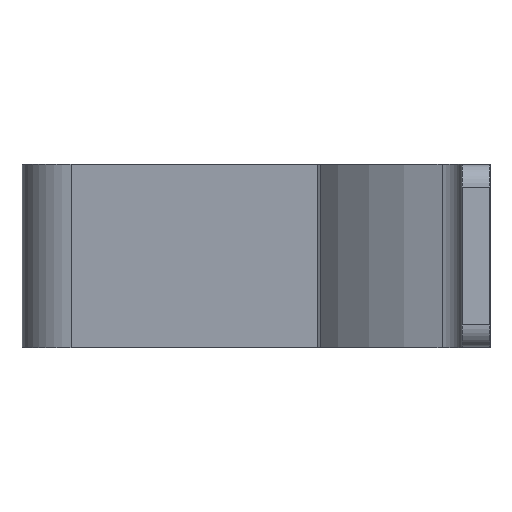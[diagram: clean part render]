
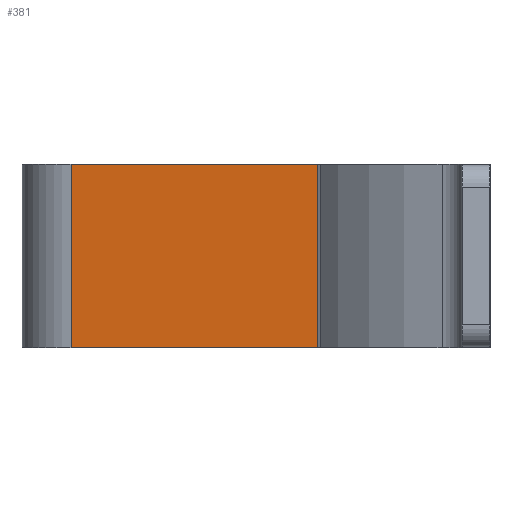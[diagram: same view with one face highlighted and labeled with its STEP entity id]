
A CAD part, left-side view. The second image highlights one B-rep face of the part: STEP entity #381.
In plain terms, the highlighted planar face has unit normal (-0.994, 0.11, 0).
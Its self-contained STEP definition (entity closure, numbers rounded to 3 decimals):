
#20 = EDGE_CURVE ( 'NONE', #1075, #476, #856, .T. ) ;
#56 = DIRECTION ( 'NONE',  ( -0.11, -0.994, 0. ) ) ;
#61 = VECTOR ( 'NONE', #56, 1000. ) ;
#72 = DIRECTION ( 'NONE',  ( 0.11, 0.994, 0. ) ) ;
#95 = ORIENTED_EDGE ( 'NONE', *, *, #1016, .F. ) ;
#98 = DIRECTION ( 'NONE',  ( 0.994, -0.11, 0. ) ) ;
#129 = EDGE_CURVE ( 'NONE', #1542, #422, #1192, .T. ) ;
#249 = VECTOR ( 'NONE', #339, 1000. ) ;
#252 = VECTOR ( 'NONE', #1761, 1000. ) ;
#339 = DIRECTION ( 'NONE',  ( -0.11, -0.994, 0. ) ) ;
#356 = CARTESIAN_POINT ( 'NONE',  ( -31.555, 93.82, -20. ) ) ;
#381 = ADVANCED_FACE ( 'NONE', ( #1301 ), #1317, .F. ) ;
#422 = VERTEX_POINT ( 'NONE', #741 ) ;
#476 = VERTEX_POINT ( 'NONE', #621 ) ;
#518 = ORIENTED_EDGE ( 'NONE', *, *, #20, .F. ) ;
#621 = CARTESIAN_POINT ( 'NONE',  ( -37.5, 40.102, 20. ) ) ;
#713 = LINE ( 'NONE', #1140, #1729 ) ;
#741 = CARTESIAN_POINT ( 'NONE',  ( -37.5, 40.102, -20. ) ) ;
#794 = ORIENTED_EDGE ( 'NONE', *, *, #129, .T. ) ;
#856 = LINE ( 'NONE', #1404, #61 ) ;
#959 = CARTESIAN_POINT ( 'NONE',  ( -31.555, 93.82, 20. ) ) ;
#1016 = EDGE_CURVE ( 'NONE', #476, #422, #1341, .T. ) ;
#1054 = CARTESIAN_POINT ( 'NONE',  ( -30.964, 99.16, -20. ) ) ;
#1075 = VERTEX_POINT ( 'NONE', #959 ) ;
#1102 = EDGE_CURVE ( 'NONE', #1075, #1542, #713, .T. ) ;
#1140 = CARTESIAN_POINT ( 'NONE',  ( -31.555, 93.82, 20. ) ) ;
#1190 = CARTESIAN_POINT ( 'NONE',  ( -30.964, 99.16, 20. ) ) ;
#1192 = LINE ( 'NONE', #1054, #249 ) ;
#1215 = CARTESIAN_POINT ( 'NONE',  ( -37.5, 40.102, 20. ) ) ;
#1271 = DIRECTION ( 'NONE',  ( 0., 0., -1. ) ) ;
#1301 = FACE_OUTER_BOUND ( 'NONE', #1657, .T. ) ;
#1317 = PLANE ( 'NONE',  #1636 ) ;
#1341 = LINE ( 'NONE', #1215, #252 ) ;
#1404 = CARTESIAN_POINT ( 'NONE',  ( -30.964, 99.16, 20. ) ) ;
#1542 = VERTEX_POINT ( 'NONE', #356 ) ;
#1593 = ORIENTED_EDGE ( 'NONE', *, *, #1102, .T. ) ;
#1636 = AXIS2_PLACEMENT_3D ( 'NONE', #1190, #98, #72 ) ;
#1657 = EDGE_LOOP ( 'NONE', ( #794, #95, #518, #1593 ) ) ;
#1729 = VECTOR ( 'NONE', #1271, 1000. ) ;
#1761 = DIRECTION ( 'NONE',  ( 0., 0., -1. ) ) ;
